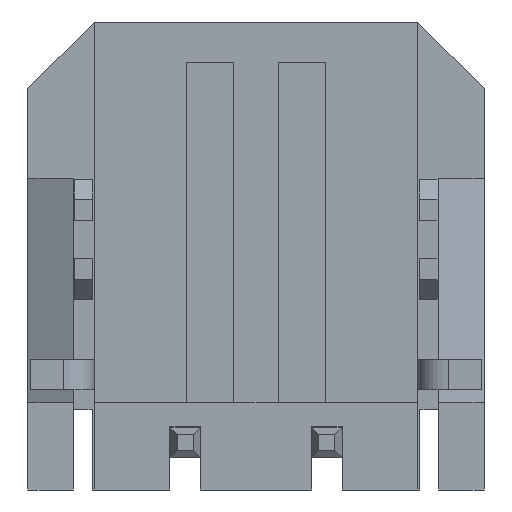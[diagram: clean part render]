
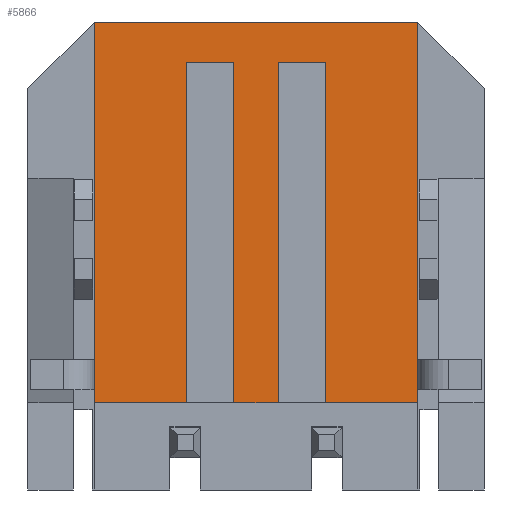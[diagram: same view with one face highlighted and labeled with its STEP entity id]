
A CAD part, front view. The second image highlights one B-rep face of the part: STEP entity #5866.
In plain terms, the highlighted planar face has unit normal (0, -1, 0).
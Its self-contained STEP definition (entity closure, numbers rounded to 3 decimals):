
#1905=DIRECTION('',(0.,0.,1.));
#1906=VECTOR('',#1905,7.2);
#1907=CARTESIAN_POINT('',(-0.475,-1.93,-3.1));
#1908=LINE('',#1907,#1906);
#1909=DIRECTION('',(1.,0.,0.));
#1910=VECTOR('',#1909,1.);
#1911=CARTESIAN_POINT('',(-1.475,-1.93,4.1));
#1912=LINE('',#1911,#1910);
#1913=DIRECTION('',(0.,0.,1.));
#1914=VECTOR('',#1913,7.2);
#1915=CARTESIAN_POINT('',(-1.475,-1.93,-3.1));
#1916=LINE('',#1915,#1914);
#1917=DIRECTION('',(-1.,0.,0.));
#1918=VECTOR('',#1917,1.95);
#1919=CARTESIAN_POINT('',(-1.475,-1.93,-3.1));
#1920=LINE('',#1919,#1918);
#1921=DIRECTION('',(0.,0.,-1.));
#1922=VECTOR('',#1921,8.05);
#1923=CARTESIAN_POINT('',(-3.425,-1.93,4.95));
#1924=LINE('',#1923,#1922);
#1925=DIRECTION('',(1.,0.,0.));
#1926=VECTOR('',#1925,6.85);
#1927=CARTESIAN_POINT('',(-3.425,-1.93,4.95));
#1928=LINE('',#1927,#1926);
#1929=DIRECTION('',(0.,0.,-1.));
#1930=VECTOR('',#1929,8.05);
#1931=CARTESIAN_POINT('',(3.425,-1.93,4.95));
#1932=LINE('',#1931,#1930);
#1933=DIRECTION('',(-1.,0.,0.));
#1934=VECTOR('',#1933,1.95);
#1935=CARTESIAN_POINT('',(3.425,-1.93,-3.1));
#1936=LINE('',#1935,#1934);
#1937=DIRECTION('',(0.,0.,1.));
#1938=VECTOR('',#1937,7.2);
#1939=CARTESIAN_POINT('',(1.475,-1.93,-3.1));
#1940=LINE('',#1939,#1938);
#1941=DIRECTION('',(-1.,0.,0.));
#1942=VECTOR('',#1941,1.);
#1943=CARTESIAN_POINT('',(1.475,-1.93,4.1));
#1944=LINE('',#1943,#1942);
#1945=DIRECTION('',(0.,0.,1.));
#1946=VECTOR('',#1945,7.2);
#1947=CARTESIAN_POINT('',(0.475,-1.93,-3.1));
#1948=LINE('',#1947,#1946);
#1949=DIRECTION('',(-1.,0.,0.));
#1950=VECTOR('',#1949,0.95);
#1951=CARTESIAN_POINT('',(0.475,-1.93,-3.1));
#1952=LINE('',#1951,#1950);
#2569=CARTESIAN_POINT('',(0.475,-1.93,-3.1));
#2570=CARTESIAN_POINT('',(0.475,-1.93,4.1));
#2571=VERTEX_POINT('',#2569);
#2572=VERTEX_POINT('',#2570);
#2573=CARTESIAN_POINT('',(1.475,-1.93,-3.1));
#2574=CARTESIAN_POINT('',(1.475,-1.93,4.1));
#2575=VERTEX_POINT('',#2573);
#2576=VERTEX_POINT('',#2574);
#2841=CARTESIAN_POINT('',(-3.425,-1.93,4.95));
#2842=CARTESIAN_POINT('',(-3.425,-1.93,-3.1));
#2843=VERTEX_POINT('',#2841);
#2844=VERTEX_POINT('',#2842);
#2845=CARTESIAN_POINT('',(3.425,-1.93,4.95));
#2846=CARTESIAN_POINT('',(3.425,-1.93,-3.1));
#2847=VERTEX_POINT('',#2845);
#2848=VERTEX_POINT('',#2846);
#2957=CARTESIAN_POINT('',(-0.475,-1.93,4.1));
#2958=VERTEX_POINT('',#2957);
#2959=CARTESIAN_POINT('',(-0.475,-1.93,-3.1));
#2960=VERTEX_POINT('',#2959);
#2961=CARTESIAN_POINT('',(-1.475,-1.93,-3.1));
#2962=VERTEX_POINT('',#2961);
#2963=CARTESIAN_POINT('',(-1.475,-1.93,4.1));
#2964=VERTEX_POINT('',#2963);
#5841=CARTESIAN_POINT('',(-4.825,-1.93,4.95));
#5842=DIRECTION('',(0.,-1.,0.));
#5843=DIRECTION('',(0.,0.,-1.));
#5844=AXIS2_PLACEMENT_3D('',#5841,#5842,#5843);
#5845=PLANE('',#5844);
#5847=ORIENTED_EDGE('',*,*,#5846,.T.);
#5849=ORIENTED_EDGE('',*,*,#5848,.F.);
#5851=ORIENTED_EDGE('',*,*,#5850,.F.);
#5852=ORIENTED_EDGE('',*,*,#5817,.T.);
#5853=ORIENTED_EDGE('',*,*,#3152,.F.);
#5854=ORIENTED_EDGE('',*,*,#4581,.T.);
#5855=ORIENTED_EDGE('',*,*,#4094,.T.);
#5856=ORIENTED_EDGE('',*,*,#5833,.T.);
#5858=ORIENTED_EDGE('',*,*,#5857,.T.);
#5860=ORIENTED_EDGE('',*,*,#5859,.T.);
#5862=ORIENTED_EDGE('',*,*,#5861,.F.);
#5863=ORIENTED_EDGE('',*,*,#5825,.T.);
#5864=EDGE_LOOP('',(#5847,#5849,#5851,#5852,#5853,#5854,#5855,#5856,#5858,#5860,
#5862,#5863));
#5865=FACE_OUTER_BOUND('',#5864,.F.);
#5866=ADVANCED_FACE('',(#5865),#5845,.T.);
#3152=EDGE_CURVE('',#2843,#2844,#1924,.T.);
#4094=EDGE_CURVE('',#2847,#2848,#1932,.T.);
#4581=EDGE_CURVE('',#2843,#2847,#1928,.T.);
#5817=EDGE_CURVE('',#2962,#2844,#1920,.T.);
#5825=EDGE_CURVE('',#2571,#2960,#1952,.T.);
#5833=EDGE_CURVE('',#2848,#2575,#1936,.T.);
#5846=EDGE_CURVE('',#2960,#2958,#1908,.T.);
#5848=EDGE_CURVE('',#2964,#2958,#1912,.T.);
#5850=EDGE_CURVE('',#2962,#2964,#1916,.T.);
#5857=EDGE_CURVE('',#2575,#2576,#1940,.T.);
#5859=EDGE_CURVE('',#2576,#2572,#1944,.T.);
#5861=EDGE_CURVE('',#2571,#2572,#1948,.T.);
